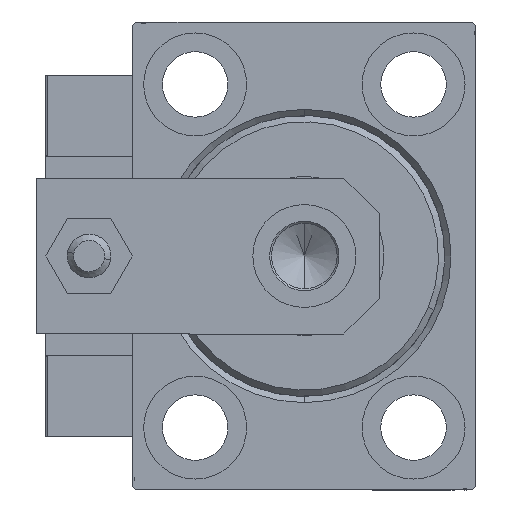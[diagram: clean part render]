
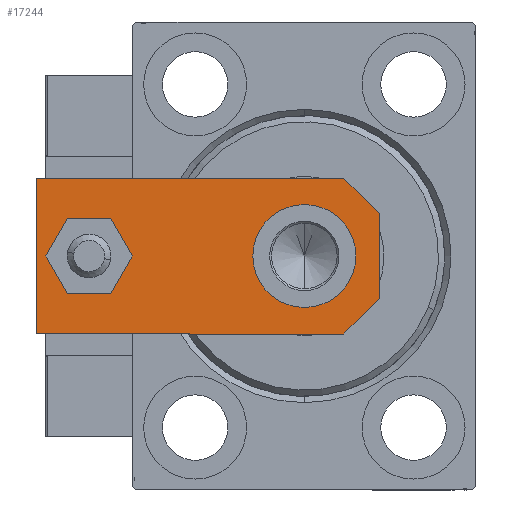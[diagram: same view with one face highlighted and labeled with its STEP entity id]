
A CAD part, left-side view. The second image highlights one B-rep face of the part: STEP entity #17244.
In plain terms, the highlighted face is planar.
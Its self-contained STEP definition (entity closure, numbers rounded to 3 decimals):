
#69 = AXIS2_PLACEMENT_3D ( 'NONE', #8893, #19795, #3826 ) ;
#316 = DIRECTION ( 'NONE',  ( 0., 0., 1. ) ) ;
#1617 = LINE ( 'NONE', #9743, #15197 ) ;
#1810 = VERTEX_POINT ( 'NONE', #47125 ) ;
#1864 = ORIENTED_EDGE ( 'NONE', *, *, #40388, .T. ) ;
#3020 = AXIS2_PLACEMENT_3D ( 'NONE', #10209, #33055, #21612 ) ;
#3590 = DIRECTION ( 'NONE',  ( 0., 1., 0. ) ) ;
#3826 = DIRECTION ( 'NONE',  ( 1., 0., 0. ) ) ;
#4264 = LINE ( 'NONE', #4768, #4939 ) ;
#4768 = CARTESIAN_POINT ( 'NONE',  ( 3.42, -3.42, 6. ) ) ;
#4939 = VECTOR ( 'NONE', #12381, 1000. ) ;
#5488 = CARTESIAN_POINT ( 'NONE',  ( -12.5, 0., 6. ) ) ;
#5994 = VERTEX_POINT ( 'NONE', #8005 ) ;
#6180 = ORIENTED_EDGE ( 'NONE', *, *, #40850, .T. ) ;
#6603 = EDGE_LOOP ( 'NONE', ( #10413, #10235 ) ) ;
#6610 = DIRECTION ( 'NONE',  ( 0., 0., 1. ) ) ;
#6992 = DIRECTION ( 'NONE',  ( 0., -1., 0. ) ) ;
#7172 = DIRECTION ( 'NONE',  ( 1., 0., 0. ) ) ;
#8005 = CARTESIAN_POINT ( 'NONE',  ( 6.84, 0., 6. ) ) ;
#8560 = LINE ( 'NONE', #5488, #34825 ) ;
#8587 = CARTESIAN_POINT ( 'NONE',  ( -12.5, 5.66, 6. ) ) ;
#8893 = CARTESIAN_POINT ( 'NONE',  ( 0., 46.5, 6. ) ) ;
#9061 = EDGE_LOOP ( 'NONE', ( #24087, #23768, #23161, #1864, #6180, #20401 ) ) ;
#9207 = CARTESIAN_POINT ( 'NONE',  ( -8.25, 12., 6. ) ) ;
#9743 = CARTESIAN_POINT ( 'NONE',  ( -3.42, -3.42, 6. ) ) ;
#9917 = FACE_BOUND ( 'NONE', #6603, .T. ) ;
#10209 = CARTESIAN_POINT ( 'NONE',  ( 0., 46.5, 6. ) ) ;
#10235 = ORIENTED_EDGE ( 'NONE', *, *, #27229, .F. ) ;
#10413 = ORIENTED_EDGE ( 'NONE', *, *, #40120, .F. ) ;
#10823 = EDGE_CURVE ( 'NONE', #35974, #20711, #26228, .T. ) ;
#12381 = DIRECTION ( 'NONE',  ( 0.707, 0.707, 0. ) ) ;
#12549 = VERTEX_POINT ( 'NONE', #22812 ) ;
#14462 = FACE_OUTER_BOUND ( 'NONE', #9061, .T. ) ;
#14580 = LINE ( 'NONE', #49385, #44943 ) ;
#15197 = VECTOR ( 'NONE', #44294, 1000. ) ;
#15278 = DIRECTION ( 'NONE',  ( 0., 0., 1. ) ) ;
#16833 = EDGE_CURVE ( 'NONE', #12549, #40443, #14580, .T. ) ;
#16899 = DIRECTION ( 'NONE',  ( 1., 0., 0. ) ) ;
#17244 = ADVANCED_FACE ( 'NONE', ( #9917, #14462, #37077 ), #49524, .T. ) ;
#18016 = DIRECTION ( 'NONE',  ( 1., 0., 0. ) ) ;
#19795 = DIRECTION ( 'NONE',  ( 0., 0., 1. ) ) ;
#20401 = ORIENTED_EDGE ( 'NONE', *, *, #31623, .T. ) ;
#20711 = VERTEX_POINT ( 'NONE', #31268 ) ;
#21612 = DIRECTION ( 'NONE',  ( 1., 0., 0. ) ) ;
#22812 = CARTESIAN_POINT ( 'NONE',  ( -12.5, 55., 6. ) ) ;
#23161 = ORIENTED_EDGE ( 'NONE', *, *, #36659, .T. ) ;
#23292 = CIRCLE ( 'NONE', #50077, 8.25 ) ;
#23768 = ORIENTED_EDGE ( 'NONE', *, *, #28646, .T. ) ;
#24087 = ORIENTED_EDGE ( 'NONE', *, *, #16833, .T. ) ;
#26228 = CIRCLE ( 'NONE', #34320, 8.25 ) ;
#27229 = EDGE_CURVE ( 'NONE', #1810, #37891, #32990, .T. ) ;
#28527 = VERTEX_POINT ( 'NONE', #41855 ) ;
#28646 = EDGE_CURVE ( 'NONE', #40443, #28527, #1617, .T. ) ;
#28939 = EDGE_CURVE ( 'NONE', #20711, #35974, #23292, .T. ) ;
#29900 = VECTOR ( 'NONE', #37381, 1000. ) ;
#31268 = CARTESIAN_POINT ( 'NONE',  ( 8.25, 12., 6. ) ) ;
#31291 = ORIENTED_EDGE ( 'NONE', *, *, #28939, .F. ) ;
#31347 = CARTESIAN_POINT ( 'NONE',  ( 12.5, 5.66, 6. ) ) ;
#31623 = EDGE_CURVE ( 'NONE', #35969, #12549, #36880, .T. ) ;
#32181 = EDGE_LOOP ( 'NONE', ( #38600, #31291 ) ) ;
#32990 = CIRCLE ( 'NONE', #3020, 4. ) ;
#33055 = DIRECTION ( 'NONE',  ( 0., 0., 1. ) ) ;
#34320 = AXIS2_PLACEMENT_3D ( 'NONE', #38888, #15278, #7172 ) ;
#34825 = VECTOR ( 'NONE', #16899, 1000. ) ;
#35095 = CARTESIAN_POINT ( 'NONE',  ( 0., 12., 6. ) ) ;
#35969 = VERTEX_POINT ( 'NONE', #48555 ) ;
#35974 = VERTEX_POINT ( 'NONE', #9207 ) ;
#36659 = EDGE_CURVE ( 'NONE', #28527, #5994, #8560, .T. ) ;
#36834 = AXIS2_PLACEMENT_3D ( 'NONE', #40888, #6610, #18016 ) ;
#36880 = LINE ( 'NONE', #45517, #29900 ) ;
#37077 = FACE_BOUND ( 'NONE', #32181, .T. ) ;
#37381 = DIRECTION ( 'NONE',  ( -1., 0., 0. ) ) ;
#37891 = VERTEX_POINT ( 'NONE', #39464 ) ;
#38386 = LINE ( 'NONE', #46508, #49600 ) ;
#38600 = ORIENTED_EDGE ( 'NONE', *, *, #10823, .F. ) ;
#38888 = CARTESIAN_POINT ( 'NONE',  ( 0., 12., 6. ) ) ;
#39464 = CARTESIAN_POINT ( 'NONE',  ( -4., 46.5, 6. ) ) ;
#40120 = EDGE_CURVE ( 'NONE', #37891, #1810, #47939, .T. ) ;
#40388 = EDGE_CURVE ( 'NONE', #5994, #48968, #4264, .T. ) ;
#40443 = VERTEX_POINT ( 'NONE', #8587 ) ;
#40850 = EDGE_CURVE ( 'NONE', #48968, #35969, #38386, .T. ) ;
#40888 = CARTESIAN_POINT ( 'NONE',  ( 0., 0., 6. ) ) ;
#41855 = CARTESIAN_POINT ( 'NONE',  ( -6.84, 0., 6. ) ) ;
#44294 = DIRECTION ( 'NONE',  ( 0.707, -0.707, 0. ) ) ;
#44943 = VECTOR ( 'NONE', #6992, 1000. ) ;
#45517 = CARTESIAN_POINT ( 'NONE',  ( 12.5, 55., 6. ) ) ;
#46296 = DIRECTION ( 'NONE',  ( 1., 0., 0. ) ) ;
#46508 = CARTESIAN_POINT ( 'NONE',  ( 12.5, 0., 6. ) ) ;
#47125 = CARTESIAN_POINT ( 'NONE',  ( 4., 46.5, 6. ) ) ;
#47939 = CIRCLE ( 'NONE', #69, 4. ) ;
#48555 = CARTESIAN_POINT ( 'NONE',  ( 12.5, 55., 6. ) ) ;
#48968 = VERTEX_POINT ( 'NONE', #31347 ) ;
#49385 = CARTESIAN_POINT ( 'NONE',  ( -12.5, 55., 6. ) ) ;
#49524 = PLANE ( 'NONE',  #36834 ) ;
#49600 = VECTOR ( 'NONE', #3590, 1000. ) ;
#50077 = AXIS2_PLACEMENT_3D ( 'NONE', #35095, #316, #46296 ) ;
